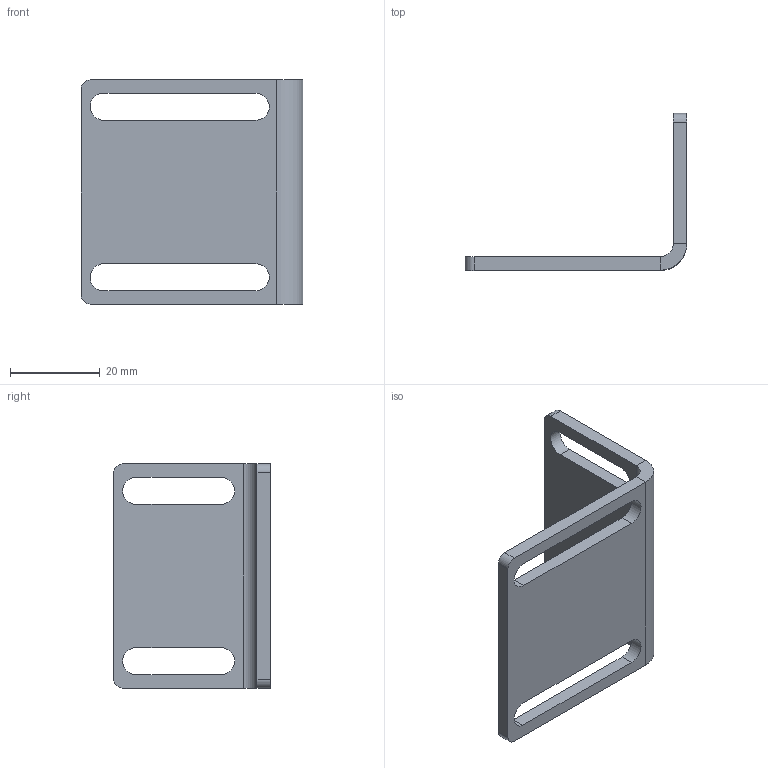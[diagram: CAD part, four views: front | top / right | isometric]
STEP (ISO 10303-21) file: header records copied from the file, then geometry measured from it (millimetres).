
FILE_DESCRIPTION((''),'2;1');
FILE_NAME('AR3375.stp','2021-06-11T14:08:23',('arma03'),(''),'Autodesk Inventor 2013','Autodesk Inventor 2013','');
FILE_SCHEMA(('AUTOMOTIVE_DESIGN { 1 0 10303 214 1 1 1 1 }'));
Length unit declared in the file: millimetre
Products named in the file (1): AR3375
Bounding box: 49.5 x 35 x 50 mm (x, y, z)
Volume: 9682.1 mm3; surface area: 8083.9 mm2
Topology: 1 solids, 1 shells, 34 faces, 88 edges, 56 vertices
Faces by surface type: plane 20, cylinder 14
Entity records: 1078 total; most frequent: DIRECTION 186, CARTESIAN_POINT 179, ORIENTED_EDGE 176, EDGE_CURVE 88, AXIS2_PLACEMENT_3D 63, VECTOR 60, LINE 60, VERTEX_POINT 56
